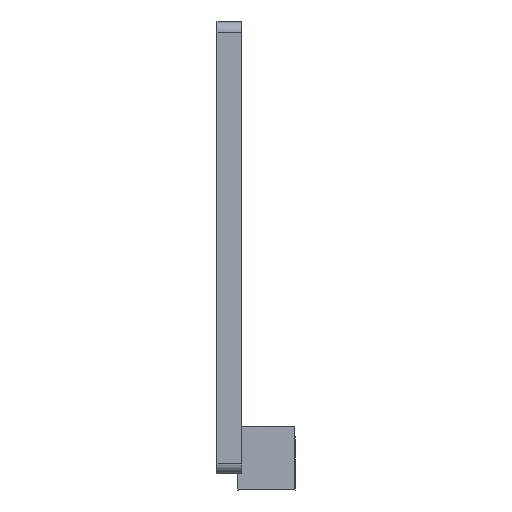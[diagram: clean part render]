
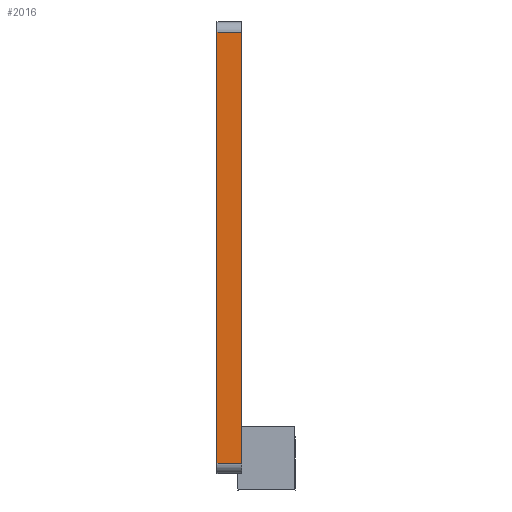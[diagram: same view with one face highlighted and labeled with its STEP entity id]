
A CAD part, left-side view. The second image highlights one B-rep face of the part: STEP entity #2016.
In plain terms, the highlighted planar face has unit normal (-1, 0, 0).
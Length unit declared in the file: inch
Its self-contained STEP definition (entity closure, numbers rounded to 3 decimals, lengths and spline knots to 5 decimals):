
#211=DIRECTION('',(0.,0.,1.));
#212=VECTOR('',#211,4.135);
#213=CARTESIAN_POINT('',(-2.756,0.29583,0.256));
#214=LINE('',#213,#212);
#422=DIRECTION('',(0.,-1.,0.));
#423=VECTOR('',#422,0.236);
#424=CARTESIAN_POINT('',(-2.756,0.53183,0.256));
#425=LINE('',#424,#423);
#426=DIRECTION('',(0.,-1.,0.));
#427=VECTOR('',#426,0.236);
#428=CARTESIAN_POINT('',(-2.756,0.53183,4.391));
#429=LINE('',#428,#427);
#453=DIRECTION('',(0.,0.,1.));
#454=VECTOR('',#453,4.135);
#455=CARTESIAN_POINT('',(-2.756,0.53183,0.256));
#456=LINE('',#455,#454);
#1158=CARTESIAN_POINT('',(-2.756,0.29583,0.256));
#1160=VERTEX_POINT('',#1158);
#1164=CARTESIAN_POINT('',(-2.756,0.53183,0.256));
#1165=VERTEX_POINT('',#1164);
#1167=CARTESIAN_POINT('',(-2.756,0.29583,4.391));
#1169=VERTEX_POINT('',#1167);
#1170=CARTESIAN_POINT('',(-2.756,0.53183,4.391));
#1171=VERTEX_POINT('',#1170);
#2003=CARTESIAN_POINT('',(-2.756,0.29583,0.158));
#2004=DIRECTION('',(-1.,0.,0.));
#2005=DIRECTION('',(0.,0.,1.));
#2006=AXIS2_PLACEMENT_3D('',#2003,#2004,#2005);
#2007=PLANE('',#2006);
#2009=ORIENTED_EDGE('',*,*,#2008,.F.);
#2011=ORIENTED_EDGE('',*,*,#2010,.T.);
#2012=ORIENTED_EDGE('',*,*,#1995,.T.);
#2013=ORIENTED_EDGE('',*,*,#1727,.F.);
#2014=EDGE_LOOP('',(#2009,#2011,#2012,#2013));
#2015=FACE_OUTER_BOUND('',#2014,.F.);
#2016=ADVANCED_FACE('',(#2015),#2007,.T.);
#1727=EDGE_CURVE('',#1160,#1169,#214,.T.);
#1995=EDGE_CURVE('',#1171,#1169,#429,.T.);
#2008=EDGE_CURVE('',#1165,#1160,#425,.T.);
#2010=EDGE_CURVE('',#1165,#1171,#456,.T.);
